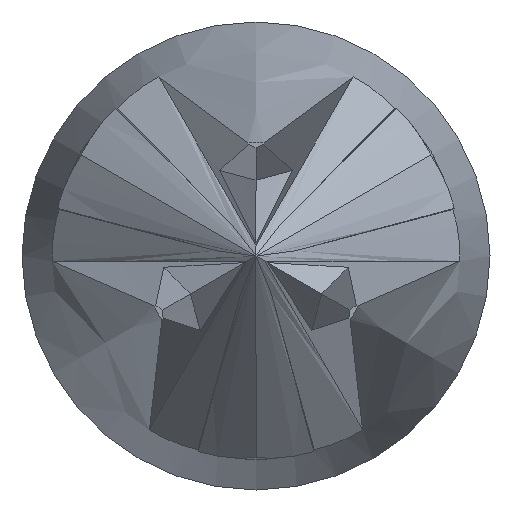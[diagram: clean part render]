
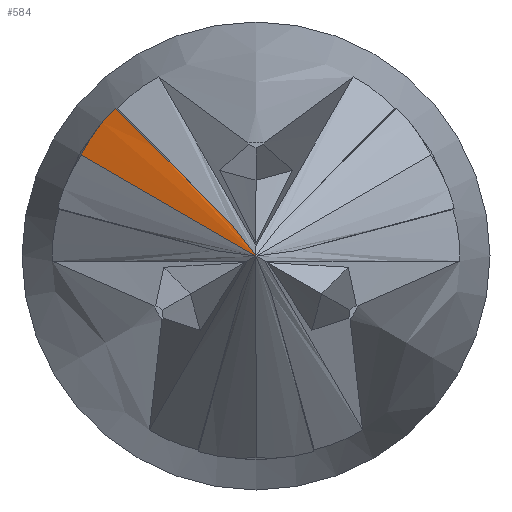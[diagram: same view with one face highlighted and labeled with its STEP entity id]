
A CAD part, left-side view. The second image highlights one B-rep face of the part: STEP entity #584.
In plain terms, the highlighted cylindrical face has radius 12.7 mm (diameter 25.4 mm), a partial arc.
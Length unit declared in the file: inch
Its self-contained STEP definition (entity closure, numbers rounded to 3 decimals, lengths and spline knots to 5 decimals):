
#24 = CARTESIAN_POINT ( 'NONE',  ( -0.41758, 0.01692, 0.00977 ) ) ;
#58 = VERTEX_POINT ( 'NONE', #826 ) ;
#115 = ORIENTED_EDGE ( 'NONE', *, *, #916, .F. ) ;
#179 = DIRECTION ( 'NONE',  ( 0., 0.707, -0.707 ) ) ;
#458 =( BOUNDED_CURVE ( )  B_SPLINE_CURVE ( 3, ( #1320, #1871, #2086, #953 ),
 .UNSPECIFIED., .F., .T. ) 
 B_SPLINE_CURVE_WITH_KNOTS ( ( 4, 4 ),
 ( 0.7854, 0.83745 ),
 .UNSPECIFIED. ) 
 CURVE ( )  GEOMETRIC_REPRESENTATION_ITEM ( )  RATIONAL_B_SPLINE_CURVE ( ( 1., 1., 1., 1. ) ) 
 REPRESENTATION_ITEM ( '' )  );
#478 = DIRECTION ( 'NONE',  ( 0., 0.707, 0.707 ) ) ;
#500 = CARTESIAN_POINT ( 'NONE',  ( -0.43423, 0.00078, 0.00102 ) ) ;
#526 = CARTESIAN_POINT ( 'NONE',  ( -0.41681, 0.0136, 0.01431 ) ) ;
#584 = ADVANCED_FACE ( 'NONE', ( #2036 ), #2330, .F. ) ;
#685 = CARTESIAN_POINT ( 'NONE',  ( -0.78905, 0.33229, 0.16771 ) ) ;
#826 = CARTESIAN_POINT ( 'NONE',  ( -0.4355, 0., 0. ) ) ;
#916 = EDGE_CURVE ( 'NONE', #58, #1403, #458, .T. ) ;
#944 = ORIENTED_EDGE ( 'NONE', *, *, #1794, .T. ) ;
#953 = CARTESIAN_POINT ( 'NONE',  ( -0.41758, 0.01692, 0.00977 ) ) ;
#963 = CARTESIAN_POINT ( 'NONE',  ( -0.78905, 0.24964, 0.25036 ) ) ;
#983 = CARTESIAN_POINT ( 'NONE',  ( -0.41703, 0.01613, 0.01142 ) ) ;
#1076 = B_SPLINE_CURVE_WITH_KNOTS ( 'NONE', 3,
 ( #1679, #1148, #983, #24 ),
 .UNSPECIFIED., .F., .F.,
 ( 4, 4 ),
 ( 0.00012, 0.00027 ),
 .UNSPECIFIED. ) ;
#1141 = VERTEX_POINT ( 'NONE', #526 ) ;
#1148 = CARTESIAN_POINT ( 'NONE',  ( -0.41675, 0.01499, 0.01301 ) ) ;
#1300 = DIRECTION ( 'NONE',  ( 0., 0.707, 0.707 ) ) ;
#1320 = CARTESIAN_POINT ( 'NONE',  ( -0.4355, 0., 0. ) ) ;
#1403 = VERTEX_POINT ( 'NONE', #1870 ) ;
#1586 = DIRECTION ( 'NONE',  ( 0., 0.707, -0.707 ) ) ;
#1608 = CARTESIAN_POINT ( 'NONE',  ( -0.4317, 0.00236, 0.00308 ) ) ;
#1670 =( BOUNDED_CURVE ( )  B_SPLINE_CURVE ( 3, ( #2182, #500, #2332, #2359 ),
 .UNSPECIFIED., .F., .F. ) 
 B_SPLINE_CURVE_WITH_KNOTS ( ( 4, 4 ),
 ( 0.7854, 0.79622 ),
 .UNSPECIFIED. ) 
 CURVE ( )  GEOMETRIC_REPRESENTATION_ITEM ( )  RATIONAL_B_SPLINE_CURVE ( ( 1., 1., 1., 1. ) ) 
 REPRESENTATION_ITEM ( '' )  );
#1679 = CARTESIAN_POINT ( 'NONE',  ( -0.41681, 0.0136, 0.01431 ) ) ;
#1761 = AXIS2_PLACEMENT_3D ( 'NONE', #963, #179, #1300 ) ;
#1794 = EDGE_CURVE ( 'NONE', #58, #1875, #1670, .T. ) ;
#1831 = ORIENTED_EDGE ( 'NONE', *, *, #2215, .T. ) ;
#1870 = CARTESIAN_POINT ( 'NONE',  ( -0.41758, 0.01692, 0.00977 ) ) ;
#1871 = CARTESIAN_POINT ( 'NONE',  ( -0.42937, 0.0055, 0.00318 ) ) ;
#1875 = VERTEX_POINT ( 'NONE', #1608 ) ;
#1892 = ORIENTED_EDGE ( 'NONE', *, *, #2046, .F. ) ;
#2036 = FACE_OUTER_BOUND ( 'NONE', #2237, .T. ) ;
#2046 = EDGE_CURVE ( 'NONE', #1141, #1875, #2095, .T. ) ;
#2086 = CARTESIAN_POINT ( 'NONE',  ( -0.42339, 0.01114, 0.00643 ) ) ;
#2095 = CIRCLE ( 'NONE', #1761, 0.5 ) ;
#2182 = CARTESIAN_POINT ( 'NONE',  ( -0.4355, 0., 0. ) ) ;
#2215 = EDGE_CURVE ( 'NONE', #1141, #1403, #1076, .T. ) ;
#2237 = EDGE_LOOP ( 'NONE', ( #1892, #1831, #115, #944 ) ) ;
#2330 = CYLINDRICAL_SURFACE ( 'NONE', #2360, 0.5 ) ;
#2332 = CARTESIAN_POINT ( 'NONE',  ( -0.43296, 0.00157, 0.00205 ) ) ;
#2359 = CARTESIAN_POINT ( 'NONE',  ( -0.4317, 0.00236, 0.00308 ) ) ;
#2360 = AXIS2_PLACEMENT_3D ( 'NONE', #685, #1586, #478 ) ;
